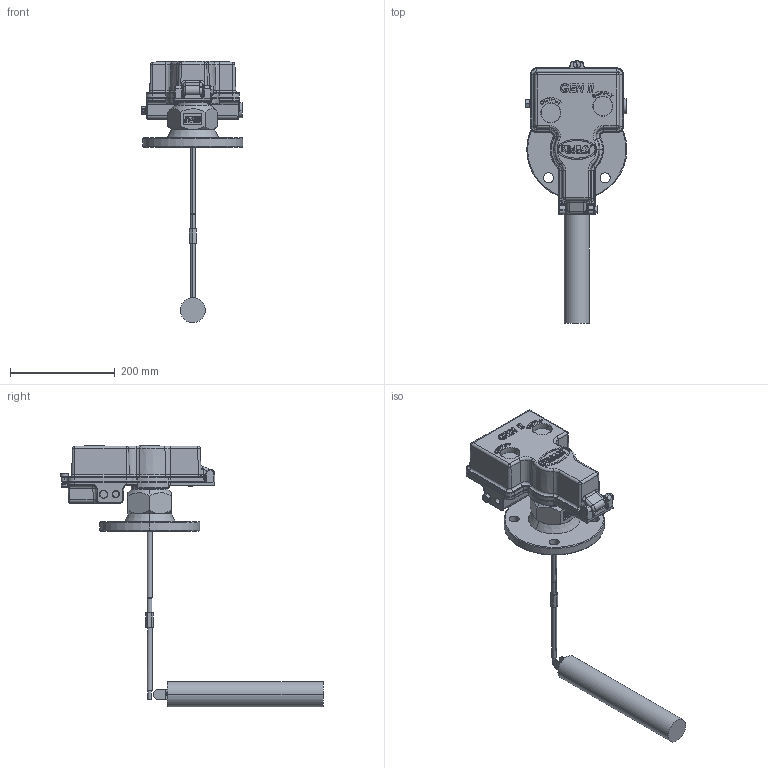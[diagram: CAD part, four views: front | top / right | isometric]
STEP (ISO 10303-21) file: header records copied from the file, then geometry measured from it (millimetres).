
FILE_DESCRIPTION (( 'STEP AP214' ), '1' );
FILE_NAME ('FPC3ARB1AS-CPB.STEP', '2022-01-04T19:25:03', ( '' ), ( '' ), 'SwSTEP 2.0', 'SolidWorks 2019', '' );
FILE_SCHEMA (( 'AUTOMOTIVE_DESIGN' ));
Length unit declared in the file: inch
Products named in the file (1): FPC3ARB1AS-CPB
Bounding box: 193.51 x 499.92 x 498.05 mm (x, y, z)
Volume: 3901691.9 mm3; surface area: 293986.8 mm2
Topology: 2 solids, 2 shells, 1791 faces, 4626 edges, 2927 vertices
Faces by surface type: plane 966, bspline 340, cylinder 265, cone 112, torus 86, sphere 22
Entity records: 87562 total; most frequent: CARTESIAN_POINT 30056, ORIENTED_EDGE 9198, DIRECTION 7552, EDGE_CURVE 4599, LINE 2952, VECTOR 2952, VERTEX_POINT 2927, AXIS2_PLACEMENT_3D 2300
